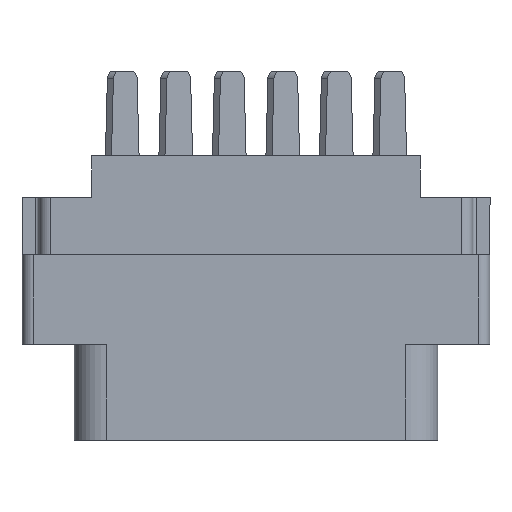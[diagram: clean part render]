
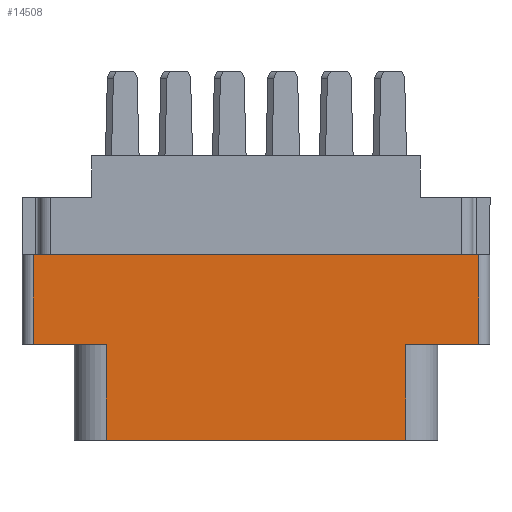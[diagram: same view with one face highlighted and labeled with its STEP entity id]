
A CAD part, front view. The second image highlights one B-rep face of the part: STEP entity #14508.
In plain terms, the highlighted planar face has unit normal (0, -1, 0).
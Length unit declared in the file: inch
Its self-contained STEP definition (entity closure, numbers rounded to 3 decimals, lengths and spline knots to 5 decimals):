
#207 = CARTESIAN_POINT ( 'NONE',  ( -0.656, -0.343, -0.277 ) ) ;
#674 = EDGE_CURVE ( 'NONE', #16866, #6051, #2509, .T. ) ;
#1401 = CARTESIAN_POINT ( 'NONE',  ( 0.624, -0.343, -0.798 ) ) ;
#1659 = PLANE ( 'NONE',  #18684 ) ;
#1663 = VECTOR ( 'NONE', #17446, 39.37008 ) ;
#2384 = DIRECTION ( 'NONE',  ( 0., 0., -1. ) ) ;
#2509 = LINE ( 'NONE', #9961, #1663 ) ;
#2780 = VERTEX_POINT ( 'NONE', #13235 ) ;
#2919 = DIRECTION ( 'NONE',  ( 0., 0., -1. ) ) ;
#3071 = VECTOR ( 'NONE', #2384, 39.37008 ) ;
#3386 = DIRECTION ( 'NONE',  ( -1., 0., 0. ) ) ;
#3983 = ORIENTED_EDGE ( 'NONE', *, *, #10817, .F. ) ;
#4228 = VERTEX_POINT ( 'NONE', #22422 ) ;
#4266 = LINE ( 'NONE', #10236, #19488 ) ;
#4610 = VECTOR ( 'NONE', #9373, 39.37008 ) ;
#4994 = CARTESIAN_POINT ( 'NONE',  ( -0.42, -0.343, -0.529 ) ) ;
#5816 = FACE_OUTER_BOUND ( 'NONE', #15645, .T. ) ;
#6051 = VERTEX_POINT ( 'NONE', #12100 ) ;
#6288 = EDGE_CURVE ( 'NONE', #12772, #4228, #23719, .T. ) ;
#7480 = CARTESIAN_POINT ( 'NONE',  ( -0.624, -0.343, -0.529 ) ) ;
#7509 = LINE ( 'NONE', #9225, #15911 ) ;
#8378 = DIRECTION ( 'NONE',  ( 0., 0., 1. ) ) ;
#8769 = LINE ( 'NONE', #4994, #23757 ) ;
#9225 = CARTESIAN_POINT ( 'NONE',  ( -0.624, -0.343, -0.798 ) ) ;
#9373 = DIRECTION ( 'NONE',  ( 1., 0., 0. ) ) ;
#9474 = DIRECTION ( 'NONE',  ( 1., 0., 0. ) ) ;
#9505 = CARTESIAN_POINT ( 'NONE',  ( 0.624, -0.343, -0.529 ) ) ;
#9510 = ORIENTED_EDGE ( 'NONE', *, *, #674, .F. ) ;
#9961 = CARTESIAN_POINT ( 'NONE',  ( -0.624, -0.343, -0.798 ) ) ;
#10236 = CARTESIAN_POINT ( 'NONE',  ( 0., -0.343, -0.529 ) ) ;
#10285 = EDGE_CURVE ( 'NONE', #6051, #2780, #15263, .T. ) ;
#10817 = EDGE_CURVE ( 'NONE', #4228, #16240, #11898, .T. ) ;
#10980 = ORIENTED_EDGE ( 'NONE', *, *, #19472, .T. ) ;
#11226 = CARTESIAN_POINT ( 'NONE',  ( 0.42, -0.343, -0.798 ) ) ;
#11688 = CARTESIAN_POINT ( 'NONE',  ( -0.42, -0.343, -0.798 ) ) ;
#11898 = LINE ( 'NONE', #23288, #3071 ) ;
#12100 = CARTESIAN_POINT ( 'NONE',  ( -0.624, -0.343, -0.277 ) ) ;
#12772 = VERTEX_POINT ( 'NONE', #9505 ) ;
#13235 = CARTESIAN_POINT ( 'NONE',  ( 0.624, -0.343, -0.277 ) ) ;
#14257 = DIRECTION ( 'NONE',  ( 1., 0., 0. ) ) ;
#14508 = ADVANCED_FACE ( 'NONE', ( #5816 ), #1659, .T. ) ;
#14674 = CARTESIAN_POINT ( 'NONE',  ( -0.42, -0.343, -0.529 ) ) ;
#14992 = DIRECTION ( 'NONE',  ( 0., 0., -1. ) ) ;
#15217 = VERTEX_POINT ( 'NONE', #14674 ) ;
#15263 = LINE ( 'NONE', #207, #4610 ) ;
#15645 = EDGE_LOOP ( 'NONE', ( #17089, #23004, #3983, #16345, #18359, #20742, #9510, #10980 ) ) ;
#15911 = VECTOR ( 'NONE', #9474, 39.37008 ) ;
#16240 = VERTEX_POINT ( 'NONE', #11226 ) ;
#16335 = LINE ( 'NONE', #1401, #21961 ) ;
#16345 = ORIENTED_EDGE ( 'NONE', *, *, #6288, .F. ) ;
#16866 = VERTEX_POINT ( 'NONE', #7480 ) ;
#17089 = ORIENTED_EDGE ( 'NONE', *, *, #19020, .T. ) ;
#17446 = DIRECTION ( 'NONE',  ( 0., 0., 1. ) ) ;
#17769 = EDGE_CURVE ( 'NONE', #22866, #16240, #7509, .T. ) ;
#18359 = ORIENTED_EDGE ( 'NONE', *, *, #23886, .T. ) ;
#18684 = AXIS2_PLACEMENT_3D ( 'NONE', #18799, #23943, #14992 ) ;
#18799 = CARTESIAN_POINT ( 'NONE',  ( -0.624, -0.343, -0.798 ) ) ;
#18990 = VECTOR ( 'NONE', #3386, 39.37008 ) ;
#19020 = EDGE_CURVE ( 'NONE', #15217, #22866, #8769, .T. ) ;
#19472 = EDGE_CURVE ( 'NONE', #16866, #15217, #4266, .T. ) ;
#19488 = VECTOR ( 'NONE', #14257, 39.37008 ) ;
#20742 = ORIENTED_EDGE ( 'NONE', *, *, #10285, .F. ) ;
#21961 = VECTOR ( 'NONE', #8378, 39.37008 ) ;
#22422 = CARTESIAN_POINT ( 'NONE',  ( 0.42, -0.343, -0.529 ) ) ;
#22866 = VERTEX_POINT ( 'NONE', #11688 ) ;
#23004 = ORIENTED_EDGE ( 'NONE', *, *, #17769, .T. ) ;
#23288 = CARTESIAN_POINT ( 'NONE',  ( 0.42, -0.343, -0.529 ) ) ;
#23597 = CARTESIAN_POINT ( 'NONE',  ( 0., -0.343, -0.529 ) ) ;
#23719 = LINE ( 'NONE', #23597, #18990 ) ;
#23757 = VECTOR ( 'NONE', #2919, 39.37008 ) ;
#23886 = EDGE_CURVE ( 'NONE', #12772, #2780, #16335, .T. ) ;
#23943 = DIRECTION ( 'NONE',  ( 0., -1., 0. ) ) ;
